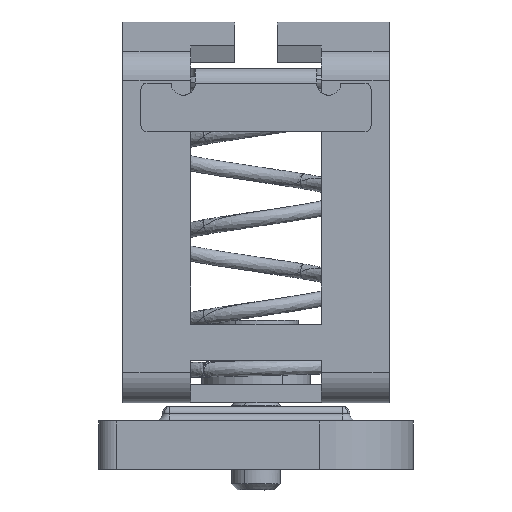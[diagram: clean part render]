
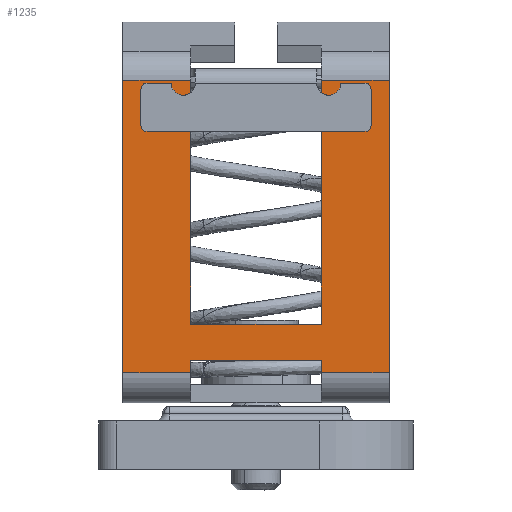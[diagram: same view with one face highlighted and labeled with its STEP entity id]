
A CAD part, left-side view. The second image highlights one B-rep face of the part: STEP entity #1235.
In plain terms, the highlighted planar face has unit normal (-1, 0, 0).
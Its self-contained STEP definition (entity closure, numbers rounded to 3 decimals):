
#1041=AXIS2_PLACEMENT_3D('Plane Axis2P3D',#1038,#1039,#1040) ;
#1075=AXIS2_PLACEMENT_3D('Circle Axis2P3D',#1073,#1074,$) ;
#1089=AXIS2_PLACEMENT_3D('Circle Axis2P3D',#1087,#1088,$) ;
#1103=AXIS2_PLACEMENT_3D('Circle Axis2P3D',#1101,#1102,$) ;
#1169=AXIS2_PLACEMENT_3D('Circle Axis2P3D',#1167,#1168,$) ;
#1183=AXIS2_PLACEMENT_3D('Circle Axis2P3D',#1181,#1182,$) ;
#1197=AXIS2_PLACEMENT_3D('Circle Axis2P3D',#1195,#1196,$) ;
#472=CARTESIAN_POINT('Vertex',(1.2,18.4,9.7)) ;
#475=CARTESIAN_POINT('Line Origine',(1.2,13.,9.7)) ;
#479=CARTESIAN_POINT('Vertex',(1.2,24.,9.7)) ;
#845=CARTESIAN_POINT('Vertex',(1.2,2.,9.7)) ;
#848=CARTESIAN_POINT('Line Origine',(1.2,13.,9.7)) ;
#852=CARTESIAN_POINT('Vertex',(1.2,7.6,9.7)) ;
#1038=CARTESIAN_POINT('Axis2P3D Location',(1.2,13.,8.7)) ;
#1043=CARTESIAN_POINT('Line Origine',(1.2,7.6,21.652)) ;
#1047=CARTESIAN_POINT('Vertex',(1.2,7.6,13.7)) ;
#1049=CARTESIAN_POINT('Vertex',(1.2,7.6,29.603)) ;
#1052=CARTESIAN_POINT('Line Origine',(1.2,13.,13.7)) ;
#1056=CARTESIAN_POINT('Vertex',(1.2,18.4,13.7)) ;
#1059=CARTESIAN_POINT('Line Origine',(1.2,18.4,21.652)) ;
#1063=CARTESIAN_POINT('Vertex',(1.2,18.4,29.603)) ;
#1066=CARTESIAN_POINT('Line Origine',(1.2,20.2,29.603)) ;
#1070=CARTESIAN_POINT('Vertex',(1.2,22.,29.603)) ;
#1073=CARTESIAN_POINT('Axis2P3D Location',(1.2,22.,30.103)) ;
#1077=CARTESIAN_POINT('Vertex',(1.2,22.5,30.103)) ;
#1080=CARTESIAN_POINT('Line Origine',(1.2,22.5,31.603)) ;
#1084=CARTESIAN_POINT('Vertex',(1.2,22.5,33.103)) ;
#1087=CARTESIAN_POINT('Axis2P3D Location',(1.2,22.,33.103)) ;
#1091=CARTESIAN_POINT('Vertex',(1.2,22.,33.603)) ;
#1094=CARTESIAN_POINT('Line Origine',(1.2,21.,33.603)) ;
#1098=CARTESIAN_POINT('Vertex',(1.2,20.,33.603)) ;
#1101=CARTESIAN_POINT('Axis2P3D Location',(1.2,19.,33.603)) ;
#1105=CARTESIAN_POINT('Vertex',(1.2,18.4,32.803)) ;
#1108=CARTESIAN_POINT('Line Origine',(1.2,18.4,33.329)) ;
#1112=CARTESIAN_POINT('Vertex',(1.2,18.4,33.854)) ;
#1115=CARTESIAN_POINT('Line Origine',(1.2,21.2,33.854)) ;
#1119=CARTESIAN_POINT('Vertex',(1.2,24.,33.854)) ;
#1122=CARTESIAN_POINT('Line Origine',(1.2,24.,21.777)) ;
#1127=CARTESIAN_POINT('Line Origine',(1.2,18.4,10.2)) ;
#1131=CARTESIAN_POINT('Vertex',(1.2,18.4,10.7)) ;
#1134=CARTESIAN_POINT('Line Origine',(1.2,13.,10.7)) ;
#1138=CARTESIAN_POINT('Vertex',(1.2,7.6,10.7)) ;
#1141=CARTESIAN_POINT('Line Origine',(1.2,7.6,10.2)) ;
#1146=CARTESIAN_POINT('Line Origine',(1.2,2.,21.777)) ;
#1150=CARTESIAN_POINT('Vertex',(1.2,2.,33.854)) ;
#1153=CARTESIAN_POINT('Line Origine',(1.2,4.8,33.854)) ;
#1157=CARTESIAN_POINT('Vertex',(1.2,7.6,33.854)) ;
#1160=CARTESIAN_POINT('Line Origine',(1.2,7.6,33.329)) ;
#1164=CARTESIAN_POINT('Vertex',(1.2,7.6,32.803)) ;
#1167=CARTESIAN_POINT('Axis2P3D Location',(1.2,7.,33.603)) ;
#1171=CARTESIAN_POINT('Vertex',(1.2,6.,33.603)) ;
#1174=CARTESIAN_POINT('Line Origine',(1.2,5.,33.603)) ;
#1178=CARTESIAN_POINT('Vertex',(1.2,4.,33.603)) ;
#1181=CARTESIAN_POINT('Axis2P3D Location',(1.2,4.,33.103)) ;
#1185=CARTESIAN_POINT('Vertex',(1.2,3.5,33.103)) ;
#1188=CARTESIAN_POINT('Line Origine',(1.2,3.5,31.603)) ;
#1192=CARTESIAN_POINT('Vertex',(1.2,3.5,30.103)) ;
#1195=CARTESIAN_POINT('Axis2P3D Location',(1.2,4.,30.103)) ;
#1199=CARTESIAN_POINT('Vertex',(1.2,4.,29.603)) ;
#1202=CARTESIAN_POINT('Line Origine',(1.2,5.8,29.603)) ;
#476=DIRECTION('Vector Direction',(0.,-1.,0.)) ;
#849=DIRECTION('Vector Direction',(0.,-1.,0.)) ;
#1039=DIRECTION('Axis2P3D Direction',(-1.,0.,0.)) ;
#1040=DIRECTION('Axis2P3D XDirection',(0.,-1.,0.)) ;
#1044=DIRECTION('Vector Direction',(0.,0.,1.)) ;
#1053=DIRECTION('Vector Direction',(0.,1.,0.)) ;
#1060=DIRECTION('Vector Direction',(0.,0.,1.)) ;
#1067=DIRECTION('Vector Direction',(0.,-1.,0.)) ;
#1074=DIRECTION('Axis2P3D Direction',(-1.,0.,0.)) ;
#1081=DIRECTION('Vector Direction',(0.,0.,1.)) ;
#1088=DIRECTION('Axis2P3D Direction',(-1.,0.,0.)) ;
#1095=DIRECTION('Vector Direction',(0.,1.,0.)) ;
#1102=DIRECTION('Axis2P3D Direction',(-1.,0.,0.)) ;
#1109=DIRECTION('Vector Direction',(0.,0.,1.)) ;
#1116=DIRECTION('Vector Direction',(0.,-1.,0.)) ;
#1123=DIRECTION('Vector Direction',(0.,0.,-1.)) ;
#1128=DIRECTION('Vector Direction',(0.,0.,-1.)) ;
#1135=DIRECTION('Vector Direction',(0.,1.,0.)) ;
#1142=DIRECTION('Vector Direction',(0.,0.,1.)) ;
#1147=DIRECTION('Vector Direction',(0.,0.,-1.)) ;
#1154=DIRECTION('Vector Direction',(0.,-1.,0.)) ;
#1161=DIRECTION('Vector Direction',(0.,0.,1.)) ;
#1168=DIRECTION('Axis2P3D Direction',(-1.,0.,0.)) ;
#1175=DIRECTION('Vector Direction',(0.,1.,0.)) ;
#1182=DIRECTION('Axis2P3D Direction',(-1.,0.,0.)) ;
#1189=DIRECTION('Vector Direction',(0.,0.,-1.)) ;
#1196=DIRECTION('Axis2P3D Direction',(-1.,0.,0.)) ;
#1203=DIRECTION('Vector Direction',(0.,-1.,0.)) ;
#477=VECTOR('Line Direction',#476,1.) ;
#850=VECTOR('Line Direction',#849,1.) ;
#1045=VECTOR('Line Direction',#1044,1.) ;
#1054=VECTOR('Line Direction',#1053,1.) ;
#1061=VECTOR('Line Direction',#1060,1.) ;
#1068=VECTOR('Line Direction',#1067,1.) ;
#1082=VECTOR('Line Direction',#1081,1.) ;
#1096=VECTOR('Line Direction',#1095,1.) ;
#1110=VECTOR('Line Direction',#1109,1.) ;
#1117=VECTOR('Line Direction',#1116,1.) ;
#1124=VECTOR('Line Direction',#1123,1.) ;
#1129=VECTOR('Line Direction',#1128,1.) ;
#1136=VECTOR('Line Direction',#1135,1.) ;
#1143=VECTOR('Line Direction',#1142,1.) ;
#1148=VECTOR('Line Direction',#1147,1.) ;
#1155=VECTOR('Line Direction',#1154,1.) ;
#1162=VECTOR('Line Direction',#1161,1.) ;
#1176=VECTOR('Line Direction',#1175,1.) ;
#1190=VECTOR('Line Direction',#1189,1.) ;
#1204=VECTOR('Line Direction',#1203,1.) ;
#1208=ORIENTED_EDGE('',*,*,#1051,.F.) ;
#1209=ORIENTED_EDGE('',*,*,#1058,.T.) ;
#1210=ORIENTED_EDGE('',*,*,#1065,.T.) ;
#1211=ORIENTED_EDGE('',*,*,#1072,.F.) ;
#1212=ORIENTED_EDGE('',*,*,#1079,.F.) ;
#1213=ORIENTED_EDGE('',*,*,#1086,.F.) ;
#1214=ORIENTED_EDGE('',*,*,#1093,.F.) ;
#1215=ORIENTED_EDGE('',*,*,#1100,.F.) ;
#1216=ORIENTED_EDGE('',*,*,#1107,.F.) ;
#1217=ORIENTED_EDGE('',*,*,#1114,.T.) ;
#1218=ORIENTED_EDGE('',*,*,#1121,.F.) ;
#1219=ORIENTED_EDGE('',*,*,#1126,.T.) ;
#1220=ORIENTED_EDGE('',*,*,#481,.T.) ;
#1221=ORIENTED_EDGE('',*,*,#1133,.F.) ;
#1222=ORIENTED_EDGE('',*,*,#1140,.F.) ;
#1223=ORIENTED_EDGE('',*,*,#1145,.F.) ;
#1224=ORIENTED_EDGE('',*,*,#854,.T.) ;
#1225=ORIENTED_EDGE('',*,*,#1152,.F.) ;
#1226=ORIENTED_EDGE('',*,*,#1159,.F.) ;
#1227=ORIENTED_EDGE('',*,*,#1166,.F.) ;
#1228=ORIENTED_EDGE('',*,*,#1173,.F.) ;
#1229=ORIENTED_EDGE('',*,*,#1180,.F.) ;
#1230=ORIENTED_EDGE('',*,*,#1187,.F.) ;
#1231=ORIENTED_EDGE('',*,*,#1194,.F.) ;
#1232=ORIENTED_EDGE('',*,*,#1201,.F.) ;
#1233=ORIENTED_EDGE('',*,*,#1206,.F.) ;
#1235=ADVANCED_FACE('.1',(#1234),#1042,.T.) ;
#1076=CIRCLE('generated circle',#1075,0.5) ;
#1090=CIRCLE('generated circle',#1089,0.5) ;
#1104=CIRCLE('generated circle',#1103,1.) ;
#1170=CIRCLE('generated circle',#1169,1.) ;
#1184=CIRCLE('generated circle',#1183,0.5) ;
#1198=CIRCLE('generated circle',#1197,0.5) ;
#481=EDGE_CURVE('',#480,#473,#478,.T.) ;
#854=EDGE_CURVE('',#853,#846,#851,.T.) ;
#1051=EDGE_CURVE('',#1048,#1050,#1046,.T.) ;
#1058=EDGE_CURVE('',#1048,#1057,#1055,.T.) ;
#1065=EDGE_CURVE('',#1057,#1064,#1062,.T.) ;
#1072=EDGE_CURVE('',#1071,#1064,#1069,.T.) ;
#1079=EDGE_CURVE('',#1078,#1071,#1076,.T.) ;
#1086=EDGE_CURVE('',#1085,#1078,#1083,.F.) ;
#1093=EDGE_CURVE('',#1092,#1085,#1090,.T.) ;
#1100=EDGE_CURVE('',#1099,#1092,#1097,.T.) ;
#1107=EDGE_CURVE('',#1106,#1099,#1104,.F.) ;
#1114=EDGE_CURVE('',#1106,#1113,#1111,.T.) ;
#1121=EDGE_CURVE('',#1120,#1113,#1118,.T.) ;
#1126=EDGE_CURVE('',#1120,#480,#1125,.T.) ;
#1133=EDGE_CURVE('',#1132,#473,#1130,.T.) ;
#1140=EDGE_CURVE('',#1139,#1132,#1137,.T.) ;
#1145=EDGE_CURVE('',#853,#1139,#1144,.T.) ;
#1152=EDGE_CURVE('',#1151,#846,#1149,.T.) ;
#1159=EDGE_CURVE('',#1158,#1151,#1156,.T.) ;
#1166=EDGE_CURVE('',#1165,#1158,#1163,.T.) ;
#1173=EDGE_CURVE('',#1172,#1165,#1170,.F.) ;
#1180=EDGE_CURVE('',#1179,#1172,#1177,.T.) ;
#1187=EDGE_CURVE('',#1186,#1179,#1184,.T.) ;
#1194=EDGE_CURVE('',#1193,#1186,#1191,.F.) ;
#1201=EDGE_CURVE('',#1200,#1193,#1198,.T.) ;
#1206=EDGE_CURVE('',#1050,#1200,#1205,.T.) ;
#1207=EDGE_LOOP('',(#1208,#1209,#1210,#1211,#1212,#1213,#1214,#1215,#1216,#1217,#1218,#1219,#1220,#1221,#1222,#1223,#1224,#1225,#1226,#1227,#1228,#1229,#1230,#1231,#1232,#1233)) ;
#1234=FACE_OUTER_BOUND('',#1207,.T.) ;
#478=LINE('Line',#475,#477) ;
#851=LINE('Line',#848,#850) ;
#1046=LINE('Line',#1043,#1045) ;
#1055=LINE('Line',#1052,#1054) ;
#1062=LINE('Line',#1059,#1061) ;
#1069=LINE('Line',#1066,#1068) ;
#1083=LINE('Line',#1080,#1082) ;
#1097=LINE('Line',#1094,#1096) ;
#1111=LINE('Line',#1108,#1110) ;
#1118=LINE('Line',#1115,#1117) ;
#1125=LINE('Line',#1122,#1124) ;
#1130=LINE('Line',#1127,#1129) ;
#1137=LINE('Line',#1134,#1136) ;
#1144=LINE('Line',#1141,#1143) ;
#1149=LINE('Line',#1146,#1148) ;
#1156=LINE('Line',#1153,#1155) ;
#1163=LINE('Line',#1160,#1162) ;
#1177=LINE('Line',#1174,#1176) ;
#1191=LINE('Line',#1188,#1190) ;
#1205=LINE('Line',#1202,#1204) ;
#1042=PLANE('',#1041) ;
#473=VERTEX_POINT('',#472) ;
#480=VERTEX_POINT('',#479) ;
#846=VERTEX_POINT('',#845) ;
#853=VERTEX_POINT('',#852) ;
#1048=VERTEX_POINT('',#1047) ;
#1050=VERTEX_POINT('',#1049) ;
#1057=VERTEX_POINT('',#1056) ;
#1064=VERTEX_POINT('',#1063) ;
#1071=VERTEX_POINT('',#1070) ;
#1078=VERTEX_POINT('',#1077) ;
#1085=VERTEX_POINT('',#1084) ;
#1092=VERTEX_POINT('',#1091) ;
#1099=VERTEX_POINT('',#1098) ;
#1106=VERTEX_POINT('',#1105) ;
#1113=VERTEX_POINT('',#1112) ;
#1120=VERTEX_POINT('',#1119) ;
#1132=VERTEX_POINT('',#1131) ;
#1139=VERTEX_POINT('',#1138) ;
#1151=VERTEX_POINT('',#1150) ;
#1158=VERTEX_POINT('',#1157) ;
#1165=VERTEX_POINT('',#1164) ;
#1172=VERTEX_POINT('',#1171) ;
#1179=VERTEX_POINT('',#1178) ;
#1186=VERTEX_POINT('',#1185) ;
#1193=VERTEX_POINT('',#1192) ;
#1200=VERTEX_POINT('',#1199) ;
